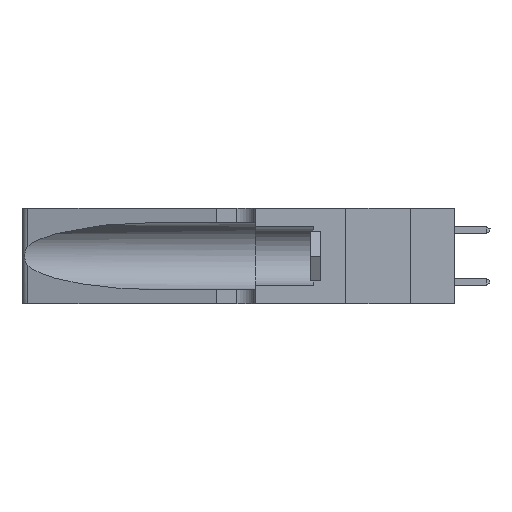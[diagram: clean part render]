
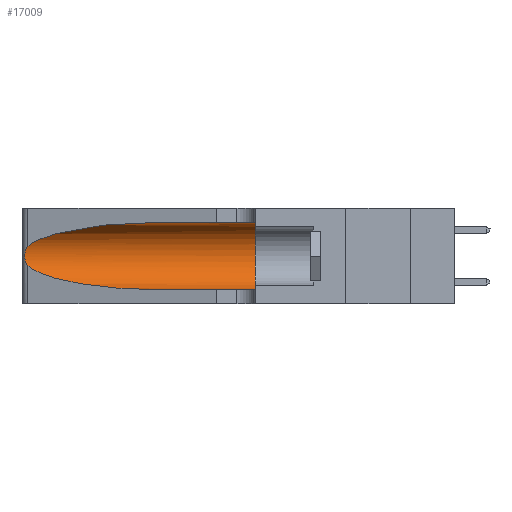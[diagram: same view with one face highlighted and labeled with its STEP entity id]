
A CAD part, left-side view. The second image highlights one B-rep face of the part: STEP entity #17009.
In plain terms, the highlighted cylindrical face has radius 3.308 mm (diameter 6.617 mm), a partial arc.
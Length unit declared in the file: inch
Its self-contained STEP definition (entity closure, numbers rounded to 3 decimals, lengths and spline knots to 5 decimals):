
#36 = EDGE_LOOP ( 'NONE', ( #1881, #2528, #13610, #25182, #14886, #18132 ) ) ;
#700 = CARTESIAN_POINT ( 'NONE',  ( 0.25487, 1.22718, 0.14631 ) ) ;
#833 = CARTESIAN_POINT ( 'NONE',  ( 0.25487, 1.22718, 0.22369 ) ) ;
#972 = CARTESIAN_POINT ( 'NONE',  ( 0.25555, 1.22994, 0.2215 ) ) ;
#1054 = EDGE_CURVE ( 'NONE', #13920, #24000, #26300, .T. ) ;
#1071 = CARTESIAN_POINT ( 'NONE',  ( 0.25789, 1.23486, 0.15765 ) ) ;
#1881 = ORIENTED_EDGE ( 'NONE', *, *, #8565, .T. ) ;
#2528 = ORIENTED_EDGE ( 'NONE', *, *, #26364, .T. ) ;
#3200 = CARTESIAN_POINT ( 'NONE',  ( 0.25555, 1.22993, 0.14849 ) ) ;
#5204 = FACE_OUTER_BOUND ( 'NONE', #36, .T. ) ;
#5636 = EDGE_CURVE ( 'NONE', #24000, #5912, #23541, .T. ) ;
#5912 = VERTEX_POINT ( 'NONE', #20191 ) ;
#6530 = CARTESIAN_POINT ( 'NONE',  ( 0.1305, 0.35, 0.185 ) ) ;
#6953 = LINE ( 'NONE', #15671, #17312 ) ;
#7309 = CARTESIAN_POINT ( 'NONE',  ( 0.25787, 1.23484, 0.2124 ) ) ;
#8565 = EDGE_CURVE ( 'NONE', #13920, #23390, #18674, .T. ) ;
#8597 = DIRECTION ( 'NONE',  ( 0., 0., 1. ) ) ;
#9389 = CARTESIAN_POINT ( 'NONE',  ( 0.26018, 1.23835, 0.19895 ) ) ;
#9529 = CARTESIAN_POINT ( 'NONE',  ( 0.1305, 1.61858, 0.185 ) ) ;
#9876 = VECTOR ( 'NONE', #13204, 39.37008 ) ;
#10587 = CARTESIAN_POINT ( 'NONE',  ( 0.1305, 0.72297, 0.05475 ) ) ;
#11118 = CARTESIAN_POINT ( 'NONE',  ( 0.1305, 1.61858, 0.31525 ) ) ;
#11226 = CARTESIAN_POINT ( 'NONE',  ( 0.18966, 0.96281, 0.31525 ) ) ;
#11448 = CARTESIAN_POINT ( 'NONE',  ( 0.26075, 1.23896, 0.178 ) ) ;
#12095 = CARTESIAN_POINT ( 'NONE',  ( 0.18966, 0.96281, 0.05475 ) ) ;
#13204 = DIRECTION ( 'NONE',  ( 0., -1., 0. ) ) ;
#13325 = CARTESIAN_POINT ( 'NONE',  ( 0.1305, 0.72297, 0.31525 ) ) ;
#13548 = CARTESIAN_POINT ( 'NONE',  ( 0.25856, 1.23593, 0.16098 ) ) ;
#13610 = ORIENTED_EDGE ( 'NONE', *, *, #26543, .T. ) ;
#13920 = VERTEX_POINT ( 'NONE', #25100 ) ;
#14450 = CARTESIAN_POINT ( 'NONE',  ( 0.1305, 0.35, 0.31525 ) ) ;
#14699 = VERTEX_POINT ( 'NONE', #700 ) ;
#14886 = ORIENTED_EDGE ( 'NONE', *, *, #5636, .F. ) ;
#15528 = CARTESIAN_POINT ( 'NONE',  ( 0.25487, 1.22718, 0.22369 ) ) ;
#15620 = CARTESIAN_POINT ( 'NONE',  ( 0.25639, 1.23186, 0.15144 ) ) ;
#15671 = CARTESIAN_POINT ( 'NONE',  ( 0.1305, 1.61858, 0.05475 ) ) ;
#17009 = ADVANCED_FACE ( 'NONE', ( #5204 ), #21031, .F. ) ;
#17312 = VECTOR ( 'NONE', #25921, 39.37008 ) ;
#17368 = VERTEX_POINT ( 'NONE', #10587 ) ;
#17699 = CARTESIAN_POINT ( 'NONE',  ( 0.25487, 1.22718, 0.14631 ) ) ;
#18132 = ORIENTED_EDGE ( 'NONE', *, *, #1054, .F. ) ;
#18148 = AXIS2_PLACEMENT_3D ( 'NONE', #9529, #23927, #21875 ) ;
#18674 =( BOUNDED_CURVE ( )  B_SPLINE_CURVE ( 3, ( #13325, #11226, #25657, #833 ),
 .UNSPECIFIED., .F., .F. ) 
 B_SPLINE_CURVE_WITH_KNOTS ( ( 4, 4 ),
 ( 1.5708, 2.84003 ),
 .UNSPECIFIED. ) 
 CURVE ( )  GEOMETRIC_REPRESENTATION_ITEM ( )  RATIONAL_B_SPLINE_CURVE ( ( 1., 0.87, 0.87, 1. ) ) 
 REPRESENTATION_ITEM ( '' )  );
#19504 =( BOUNDED_CURVE ( )  B_SPLINE_CURVE ( 3, ( #22354, #24424, #12095, #26501 ),
 .UNSPECIFIED., .F., .F. ) 
 B_SPLINE_CURVE_WITH_KNOTS ( ( 4, 4 ),
 ( 3.44316, 4.71239 ),
 .UNSPECIFIED. ) 
 CURVE ( )  GEOMETRIC_REPRESENTATION_ITEM ( )  RATIONAL_B_SPLINE_CURVE ( ( 1., 0.87, 0.87, 1. ) ) 
 REPRESENTATION_ITEM ( '' )  );
#19681 = CARTESIAN_POINT ( 'NONE',  ( 0.25639, 1.23184, 0.21858 ) ) ;
#20108 = AXIS2_PLACEMENT_3D ( 'NONE', #6530, #20975, #8597 ) ;
#20191 = CARTESIAN_POINT ( 'NONE',  ( 0.1305, 0.35, 0.05475 ) ) ;
#20975 = DIRECTION ( 'NONE',  ( 0., 1., 0. ) ) ;
#21031 = CYLINDRICAL_SURFACE ( 'NONE', #18148, 0.13025 ) ;
#21744 = CARTESIAN_POINT ( 'NONE',  ( 0.25854, 1.2359, 0.20912 ) ) ;
#21875 = DIRECTION ( 'NONE',  ( 0., 0., -1. ) ) ;
#22354 = CARTESIAN_POINT ( 'NONE',  ( 0.25487, 1.22718, 0.14631 ) ) ;
#23088 = EDGE_CURVE ( 'NONE', #17368, #5912, #6953, .T. ) ;
#23390 = VERTEX_POINT ( 'NONE', #24725 ) ;
#23541 = CIRCLE ( 'NONE', #20108, 0.13025 ) ;
#23796 = CARTESIAN_POINT ( 'NONE',  ( 0.26075, 1.23896, 0.19203 ) ) ;
#23927 = DIRECTION ( 'NONE',  ( 0., -1., 0. ) ) ;
#24000 = VERTEX_POINT ( 'NONE', #14450 ) ;
#24280 = B_SPLINE_CURVE_WITH_KNOTS ( 'NONE', 3,
 ( #15528, #972, #19681, #7309, #21744, #9389, #23796, #11448, #25880, #13548, #1071, #15620, #3200, #17699 ),
 .UNSPECIFIED., .F., .F.,
 ( 4, 2, 2, 2, 2, 2, 4 ),
 ( 0., 0.00027, 0.00053, 0.00107, 0.0016, 0.00187, 0.00214 ),
 .UNSPECIFIED. ) ;
#24424 = CARTESIAN_POINT ( 'NONE',  ( 0.2373, 1.15595, 0.08982 ) ) ;
#24725 = CARTESIAN_POINT ( 'NONE',  ( 0.25487, 1.22718, 0.22369 ) ) ;
#25100 = CARTESIAN_POINT ( 'NONE',  ( 0.1305, 0.72297, 0.31525 ) ) ;
#25182 = ORIENTED_EDGE ( 'NONE', *, *, #23088, .T. ) ;
#25657 = CARTESIAN_POINT ( 'NONE',  ( 0.2373, 1.15595, 0.28018 ) ) ;
#25880 = CARTESIAN_POINT ( 'NONE',  ( 0.26017, 1.23833, 0.17102 ) ) ;
#25921 = DIRECTION ( 'NONE',  ( 0., -1., 0. ) ) ;
#26300 = LINE ( 'NONE', #11118, #9876 ) ;
#26364 = EDGE_CURVE ( 'NONE', #23390, #14699, #24280, .T. ) ;
#26501 = CARTESIAN_POINT ( 'NONE',  ( 0.1305, 0.72297, 0.05475 ) ) ;
#26543 = EDGE_CURVE ( 'NONE', #14699, #17368, #19504, .T. ) ;
